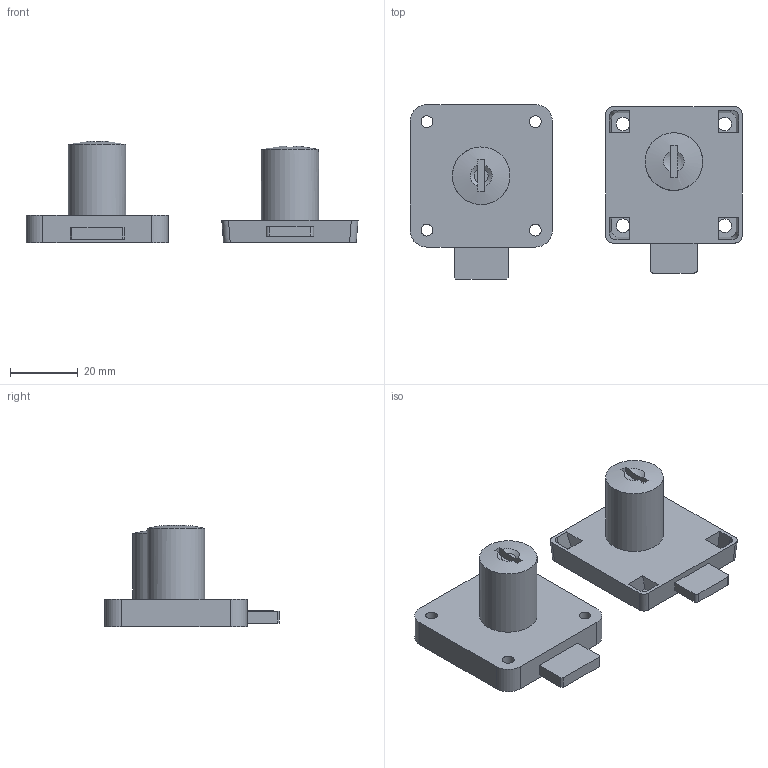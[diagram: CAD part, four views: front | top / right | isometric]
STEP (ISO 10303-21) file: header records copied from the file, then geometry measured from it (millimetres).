
FILE_DESCRIPTION(/* description */ (''),/* implementation_level */ '2;1');
FILE_NAME(/* name */ 'KC-8_M.stp',/* time_stamp */ '2023-04-11T11:57:40+09:00',/* author */ ('user'),/* organization */ (''),/* preprocessor_version */ 'ST-DEVELOPER v15.6',/* originating_system */ 'Autodesk Inventor 2015',/* authorisation */ '');
FILE_SCHEMA (('AUTOMOTIVE_DESIGN { 1 0 10303 214 3 1 1 }'));
Length unit declared in the file: millimetre
Products named in the file (3): DR_KC-8-1; DR_KC-8-2; KC-8_M
Bounding box: 97.97 x 51.5 x 29.86 mm (x, y, z)
Volume: 33421.2 mm3; surface area: 12892.5 mm2
Topology: 3 solids, 3 shells, 91 faces, 230 edges, 152 vertices
Faces by surface type: plane 57, cylinder 16, cone 8, bspline 6, sphere 4
Full cylindrical faces by diameter (mm): 3.5 x4, 17 x2
Entity records: 2767 total; most frequent: CARTESIAN_POINT 522, DIRECTION 458, ORIENTED_EDGE 420, EDGE_CURVE 210, AXIS2_PLACEMENT_3D 162, VERTEX_POINT 148, LINE 134, VECTOR 134
